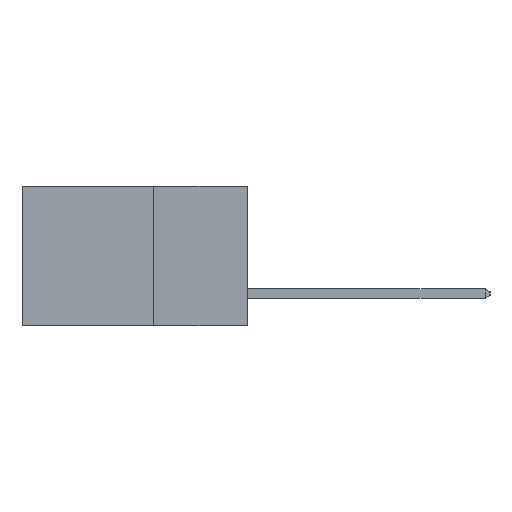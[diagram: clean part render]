
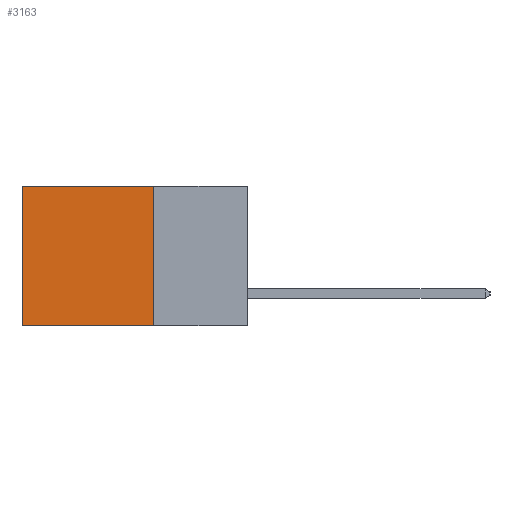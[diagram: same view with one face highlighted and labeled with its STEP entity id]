
A CAD part, left-side view. The second image highlights one B-rep face of the part: STEP entity #3163.
In plain terms, the highlighted planar face has unit normal (-1, 0, 0).
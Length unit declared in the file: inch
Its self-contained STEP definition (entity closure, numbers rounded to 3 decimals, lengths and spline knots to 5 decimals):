
#174 = DIRECTION ( 'NONE',  ( 0., 0., -1. ) ) ;
#284 = CARTESIAN_POINT ( 'NONE',  ( 0.2615, 0.6, -0.37 ) ) ;
#1102 = DIRECTION ( 'NONE',  ( 0., 1., 0. ) ) ;
#1327 = VERTEX_POINT ( 'NONE', #1493 ) ;
#1493 = CARTESIAN_POINT ( 'NONE',  ( 0.2615, 0.25, -0.37 ) ) ;
#2014 = EDGE_CURVE ( 'NONE', #18452, #6931, #18754, .T. ) ;
#2535 = CARTESIAN_POINT ( 'NONE',  ( 0.2615, 0.25, -0.37 ) ) ;
#2590 = VECTOR ( 'NONE', #1102, 39.37008 ) ;
#3163 = ADVANCED_FACE ( 'NONE', ( #20746 ), #12360, .F. ) ;
#5379 = EDGE_CURVE ( 'NONE', #13557, #18452, #16043, .T. ) ;
#6151 = EDGE_CURVE ( 'NONE', #1327, #6931, #11342, .T. ) ;
#6931 = VERTEX_POINT ( 'NONE', #13410 ) ;
#7203 = EDGE_LOOP ( 'NONE', ( #19288, #11199, #11551, #11364 ) ) ;
#7554 = DIRECTION ( 'NONE',  ( 0., 1., 0. ) ) ;
#7661 = CARTESIAN_POINT ( 'NONE',  ( 0.2615, 0.25, 0. ) ) ;
#8690 = DIRECTION ( 'NONE',  ( 1., 0., 0. ) ) ;
#9201 = VECTOR ( 'NONE', #16958, 39.37008 ) ;
#9989 = VECTOR ( 'NONE', #174, 39.37008 ) ;
#10338 = CARTESIAN_POINT ( 'NONE',  ( 0.2615, 0.25, -0.37 ) ) ;
#10798 = LINE ( 'NONE', #10338, #9201 ) ;
#11040 = CARTESIAN_POINT ( 'NONE',  ( 0.2615, 0.6, 0. ) ) ;
#11199 = ORIENTED_EDGE ( 'NONE', *, *, #6151, .F. ) ;
#11342 = LINE ( 'NONE', #2535, #2590 ) ;
#11364 = ORIENTED_EDGE ( 'NONE', *, *, #5379, .T. ) ;
#11551 = ORIENTED_EDGE ( 'NONE', *, *, #16934, .F. ) ;
#12360 = PLANE ( 'NONE',  #19177 ) ;
#12531 = CARTESIAN_POINT ( 'NONE',  ( 0.2615, 0.25, -0.37 ) ) ;
#13410 = CARTESIAN_POINT ( 'NONE',  ( 0.2615, 0.6, -0.37 ) ) ;
#13557 = VERTEX_POINT ( 'NONE', #18800 ) ;
#16043 = LINE ( 'NONE', #7661, #16561 ) ;
#16561 = VECTOR ( 'NONE', #7554, 39.37008 ) ;
#16934 = EDGE_CURVE ( 'NONE', #13557, #1327, #10798, .T. ) ;
#16958 = DIRECTION ( 'NONE',  ( 0., 0., -1. ) ) ;
#18452 = VERTEX_POINT ( 'NONE', #11040 ) ;
#18754 = LINE ( 'NONE', #284, #9989 ) ;
#18800 = CARTESIAN_POINT ( 'NONE',  ( 0.2615, 0.25, 0. ) ) ;
#19177 = AXIS2_PLACEMENT_3D ( 'NONE', #12531, #8690, #19594 ) ;
#19288 = ORIENTED_EDGE ( 'NONE', *, *, #2014, .T. ) ;
#19594 = DIRECTION ( 'NONE',  ( 0., 0., -1. ) ) ;
#20746 = FACE_OUTER_BOUND ( 'NONE', #7203, .T. ) ;
